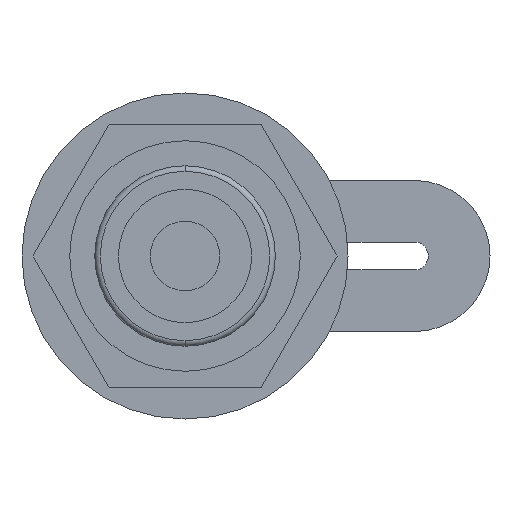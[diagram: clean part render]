
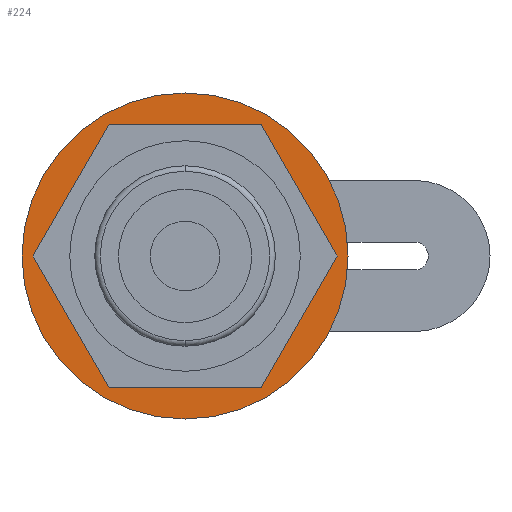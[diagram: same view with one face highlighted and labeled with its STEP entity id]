
A CAD part, front view. The second image highlights one B-rep face of the part: STEP entity #224.
In plain terms, the highlighted planar face has unit normal (0, -1, 0).
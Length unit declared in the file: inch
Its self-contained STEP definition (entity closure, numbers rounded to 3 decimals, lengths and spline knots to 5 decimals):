
#224 = ADVANCED_FACE ( 'Face2', ( #1901, #1900 ), #1899, .F. ) ;
#225 = EDGE_LOOP ( 'NONE', ( #226, #228 ) ) ;
#226 = ORIENTED_EDGE ( 'NONE', *, *, #227, .F. ) ;
#227 = EDGE_CURVE ( 'NONE', #273, #270, #1894, .T. ) ;
#228 = ORIENTED_EDGE ( 'NONE', *, *, #272, .F. ) ;
#229 = EDGE_LOOP ( 'NONE', ( #230, #231 ) ) ;
#230 = ORIENTED_EDGE ( 'NONE', *, *, #236, .T. ) ;
#231 = ORIENTED_EDGE ( 'NONE', *, *, #232, .T. ) ;
#232 = EDGE_CURVE ( 'NONE', #234, #237, #1889, .T. ) ;
#234 = VERTEX_POINT ( 'NONE', #1878 ) ;
#236 = EDGE_CURVE ( 'NONE', #237, #234, #1877, .T. ) ;
#237 = VERTEX_POINT ( 'NONE', #1872 ) ;
#270 = VERTEX_POINT ( 'NONE', #2202 ) ;
#272 = EDGE_CURVE ( 'NONE', #270, #273, #2201, .T. ) ;
#273 = VERTEX_POINT ( 'NONE', #2196 ) ;
#1872 = CARTESIAN_POINT ( 'NONE',  ( 0., 0., -0.1625 ) ) ;
#1873 = DIRECTION ( 'NONE',  ( 0., 0., 1. ) ) ;
#1874 = DIRECTION ( 'NONE',  ( 0., 1., 0. ) ) ;
#1875 = CARTESIAN_POINT ( 'NONE',  ( 0., 0., 0. ) ) ;
#1876 = AXIS2_PLACEMENT_3D ( 'NONE', #1875, #1874, #1873 ) ;
#1877 = CIRCLE ( 'NONE', #1876, 0.1625 ) ;
#1878 = CARTESIAN_POINT ( 'NONE',  ( 0., 0., 0.1625 ) ) ;
#1885 = DIRECTION ( 'NONE',  ( 0., 0., 1. ) ) ;
#1886 = DIRECTION ( 'NONE',  ( 0., 1., 0. ) ) ;
#1887 = CARTESIAN_POINT ( 'NONE',  ( 0., 0., 0. ) ) ;
#1888 = AXIS2_PLACEMENT_3D ( 'NONE', #1887, #1886, #1885 ) ;
#1889 = CIRCLE ( 'NONE', #1888, 0.1625 ) ;
#1890 = DIRECTION ( 'NONE',  ( 0., 0., 1. ) ) ;
#1891 = DIRECTION ( 'NONE',  ( 0., 1., 0. ) ) ;
#1892 = CARTESIAN_POINT ( 'NONE',  ( 0., 0., 0. ) ) ;
#1893 = AXIS2_PLACEMENT_3D ( 'NONE', #1892, #1891, #1890 ) ;
#1894 = CIRCLE ( 'NONE', #1893, 0.2935 ) ;
#1895 = DIRECTION ( 'NONE',  ( 0., 0., 1. ) ) ;
#1896 = DIRECTION ( 'NONE',  ( 0., 1., 0. ) ) ;
#1897 = CARTESIAN_POINT ( 'NONE',  ( 0., 0., 0. ) ) ;
#1898 = AXIS2_PLACEMENT_3D ( 'NONE', #1897, #1896, #1895 ) ;
#1899 = PLANE ( 'NONE',  #1898 ) ;
#1900 = FACE_BOUND ( 'NONE', #229, .T. ) ;
#1901 = FACE_OUTER_BOUND ( 'NONE', #225, .T. ) ;
#2196 = CARTESIAN_POINT ( 'NONE',  ( 0., 0., -0.2935 ) ) ;
#2197 = DIRECTION ( 'NONE',  ( 0., 0., 1. ) ) ;
#2198 = DIRECTION ( 'NONE',  ( 0., 1., 0. ) ) ;
#2199 = CARTESIAN_POINT ( 'NONE',  ( 0., 0., 0. ) ) ;
#2200 = AXIS2_PLACEMENT_3D ( 'NONE', #2199, #2198, #2197 ) ;
#2201 = CIRCLE ( 'NONE', #2200, 0.2935 ) ;
#2202 = CARTESIAN_POINT ( 'NONE',  ( 0., 0., 0.2935 ) ) ;
